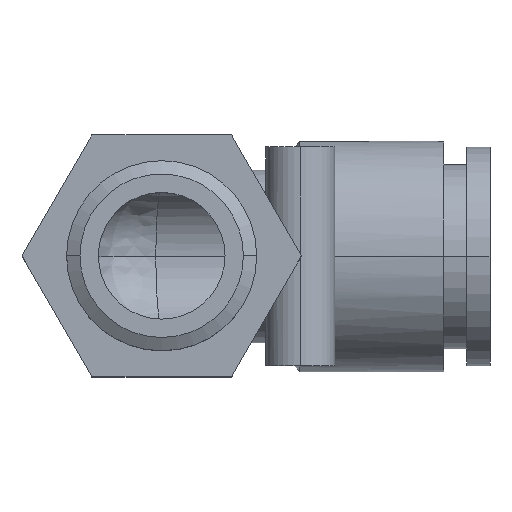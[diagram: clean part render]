
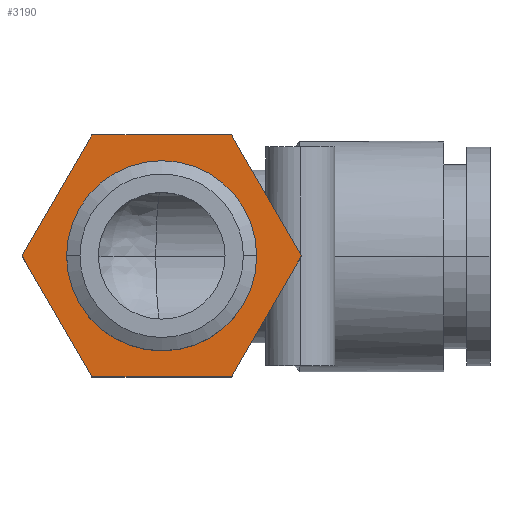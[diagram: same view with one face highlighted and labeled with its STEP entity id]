
A CAD part, top view. The second image highlights one B-rep face of the part: STEP entity #3190.
In plain terms, the highlighted planar face has unit normal (0, 0, 1).
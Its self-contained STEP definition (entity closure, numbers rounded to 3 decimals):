
#19 = DIRECTION ( 'NONE',  ( 1., 0., 0. ) ) ;
#29 = EDGE_CURVE ( 'NONE', #2076, #833, #154, .T. ) ;
#40 = CIRCLE ( 'NONE', #1513, 8.25 ) ;
#154 = LINE ( 'NONE', #1177, #2599 ) ;
#258 = VERTEX_POINT ( 'NONE', #1062 ) ;
#276 = ORIENTED_EDGE ( 'NONE', *, *, #2440, .T. ) ;
#418 = LINE ( 'NONE', #984, #950 ) ;
#448 = EDGE_CURVE ( 'NONE', #2863, #258, #2284, .T. ) ;
#532 = DIRECTION ( 'NONE',  ( -1., 0., 0. ) ) ;
#555 = CARTESIAN_POINT ( 'NONE',  ( 7.5, 0., 37. ) ) ;
#559 = VERTEX_POINT ( 'NONE', #2157 ) ;
#562 = CARTESIAN_POINT ( 'NONE',  ( -4.624, 0., 37. ) ) ;
#609 = DIRECTION ( 'NONE',  ( 0.5, 0.866, 0. ) ) ;
#661 = DIRECTION ( 'NONE',  ( -0.5, -0.866, 0. ) ) ;
#686 = ORIENTED_EDGE ( 'NONE', *, *, #29, .T. ) ;
#690 = DIRECTION ( 'NONE',  ( 1., 0., 0. ) ) ;
#691 = CARTESIAN_POINT ( 'NONE',  ( -4.624, 0., 37. ) ) ;
#732 = VECTOR ( 'NONE', #532, 1000. ) ;
#833 = VERTEX_POINT ( 'NONE', #2534 ) ;
#873 = FACE_BOUND ( 'NONE', #1456, .T. ) ;
#881 = VERTEX_POINT ( 'NONE', #1234 ) ;
#919 = CARTESIAN_POINT ( 'NONE',  ( -0.75, 0., 37. ) ) ;
#934 = EDGE_CURVE ( 'NONE', #833, #2863, #2425, .T. ) ;
#950 = VECTOR ( 'NONE', #690, 1000. ) ;
#984 = CARTESIAN_POINT ( 'NONE',  ( 1.438, -10.5, 37. ) ) ;
#1034 = DIRECTION ( 'NONE',  ( 0., 0., 1. ) ) ;
#1044 = ORIENTED_EDGE ( 'NONE', *, *, #1504, .T. ) ;
#1047 = ORIENTED_EDGE ( 'NONE', *, *, #2683, .F. ) ;
#1062 = CARTESIAN_POINT ( 'NONE',  ( 1.438, 10.5, 37. ) ) ;
#1152 = DIRECTION ( 'NONE',  ( 1., 0., 0. ) ) ;
#1177 = CARTESIAN_POINT ( 'NONE',  ( 13.562, -10.5, 37. ) ) ;
#1184 = DIRECTION ( 'NONE',  ( -0.5, 0.866, 0. ) ) ;
#1234 = CARTESIAN_POINT ( 'NONE',  ( 1.438, -10.5, 37. ) ) ;
#1272 = CARTESIAN_POINT ( 'NONE',  ( 13.562, 10.5, 37. ) ) ;
#1456 = EDGE_LOOP ( 'NONE', ( #2219, #1047 ) ) ;
#1504 = EDGE_CURVE ( 'NONE', #881, #2076, #418, .T. ) ;
#1513 = AXIS2_PLACEMENT_3D ( 'NONE', #555, #1034, #19 ) ;
#1537 = VECTOR ( 'NONE', #2606, 1000. ) ;
#1625 = EDGE_CURVE ( 'NONE', #2465, #559, #40, .T. ) ;
#1859 = EDGE_LOOP ( 'NONE', ( #276, #3027, #1044, #686, #1894, #2187 ) ) ;
#1884 = AXIS2_PLACEMENT_3D ( 'NONE', #2910, #2664, #3195 ) ;
#1885 = LINE ( 'NONE', #2882, #2770 ) ;
#1886 = CARTESIAN_POINT ( 'NONE',  ( 0., 0., 37. ) ) ;
#1894 = ORIENTED_EDGE ( 'NONE', *, *, #934, .T. ) ;
#1902 = CARTESIAN_POINT ( 'NONE',  ( 13.562, -10.5, 37. ) ) ;
#1989 = CARTESIAN_POINT ( 'NONE',  ( 13.562, 10.5, 37. ) ) ;
#2016 = VECTOR ( 'NONE', #1184, 1000. ) ;
#2035 = LINE ( 'NONE', #562, #1537 ) ;
#2076 = VERTEX_POINT ( 'NONE', #1902 ) ;
#2085 = DIRECTION ( 'NONE',  ( 0., 0., 1. ) ) ;
#2157 = CARTESIAN_POINT ( 'NONE',  ( 15.75, 0., 37. ) ) ;
#2187 = ORIENTED_EDGE ( 'NONE', *, *, #448, .T. ) ;
#2219 = ORIENTED_EDGE ( 'NONE', *, *, #1625, .F. ) ;
#2284 = LINE ( 'NONE', #1989, #732 ) ;
#2425 = LINE ( 'NONE', #2479, #2016 ) ;
#2440 = EDGE_CURVE ( 'NONE', #258, #2498, #1885, .T. ) ;
#2465 = VERTEX_POINT ( 'NONE', #919 ) ;
#2479 = CARTESIAN_POINT ( 'NONE',  ( 19.624, 0., 37. ) ) ;
#2498 = VERTEX_POINT ( 'NONE', #691 ) ;
#2534 = CARTESIAN_POINT ( 'NONE',  ( 19.624, 0., 37. ) ) ;
#2579 = AXIS2_PLACEMENT_3D ( 'NONE', #1886, #2085, #1152 ) ;
#2599 = VECTOR ( 'NONE', #609, 1000. ) ;
#2606 = DIRECTION ( 'NONE',  ( 0.5, -0.866, 0. ) ) ;
#2625 = PLANE ( 'NONE',  #2579 ) ;
#2664 = DIRECTION ( 'NONE',  ( 0., 0., 1. ) ) ;
#2666 = CIRCLE ( 'NONE', #1884, 8.25 ) ;
#2683 = EDGE_CURVE ( 'NONE', #559, #2465, #2666, .T. ) ;
#2770 = VECTOR ( 'NONE', #661, 1000. ) ;
#2837 = FACE_OUTER_BOUND ( 'NONE', #1859, .T. ) ;
#2863 = VERTEX_POINT ( 'NONE', #1272 ) ;
#2882 = CARTESIAN_POINT ( 'NONE',  ( 1.438, 10.5, 37. ) ) ;
#2910 = CARTESIAN_POINT ( 'NONE',  ( 7.5, 0., 37. ) ) ;
#3027 = ORIENTED_EDGE ( 'NONE', *, *, #3123, .T. ) ;
#3123 = EDGE_CURVE ( 'NONE', #2498, #881, #2035, .T. ) ;
#3190 = ADVANCED_FACE ( 'NONE', ( #873, #2837 ), #2625, .T. ) ;
#3195 = DIRECTION ( 'NONE',  ( 1., 0., 0. ) ) ;
